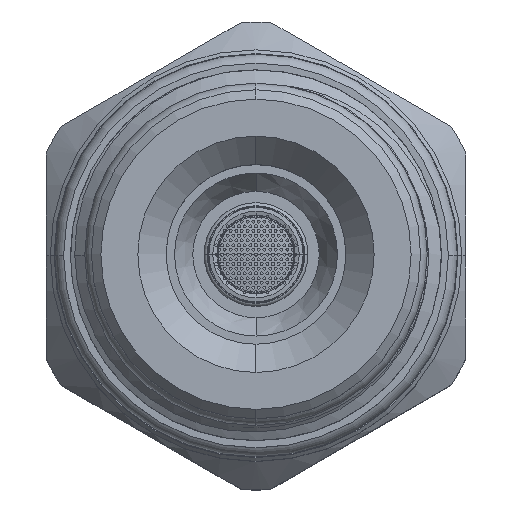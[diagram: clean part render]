
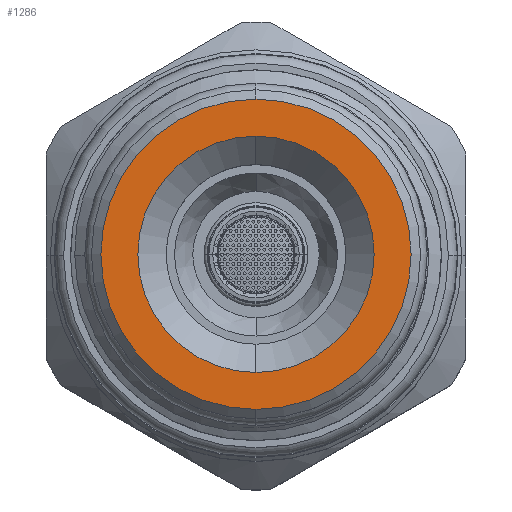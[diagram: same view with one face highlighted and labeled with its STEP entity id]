
A CAD part, top view. The second image highlights one B-rep face of the part: STEP entity #1286.
In plain terms, the highlighted planar face has unit normal (0, 0, 1).
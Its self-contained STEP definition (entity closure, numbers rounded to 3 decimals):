
#1286 = ADVANCED_FACE ( 'NONE', ( #59153, #59160 ), #58584, .F. ) ;
#9244 = CIRCLE ( 'NONE', #57326, 8.225 ) ;
#9296 = CIRCLE ( 'NONE', #57357, 6.265 ) ;
#9811 = CIRCLE ( 'NONE', #30441, 8.225 ) ;
#9819 = CIRCLE ( 'NONE', #30442, 6.265 ) ;
#10829 = EDGE_CURVE ( 'NONE', #40982, #41114, #9244, .T. ) ;
#10888 = EDGE_CURVE ( 'NONE', #40945, #41100, #9296, .T. ) ;
#11298 = EDGE_CURVE ( 'NONE', #41114, #40982, #9811, .T. ) ;
#11300 = EDGE_CURVE ( 'NONE', #41100, #40945, #9819, .T. ) ;
#14074 = CARTESIAN_POINT ( 'NONE',  ( 0., 0., 45.202 ) ) ;
#14075 = DIRECTION ( 'NONE',  ( 0., 0., 1. ) ) ;
#14076 = DIRECTION ( 'NONE',  ( 0., -1., 0. ) ) ;
#14637 = CARTESIAN_POINT ( 'NONE',  ( 0., 0., 45.202 ) ) ;
#14638 = DIRECTION ( 'NONE',  ( 0., 0., 1. ) ) ;
#14639 = DIRECTION ( 'NONE',  ( 0., 1., 0. ) ) ;
#22215 = CARTESIAN_POINT ( 'NONE',  ( 0., 0., 45.202 ) ) ;
#22216 = DIRECTION ( 'NONE',  ( 0., 0., 1. ) ) ;
#22217 = DIRECTION ( 'NONE',  ( 0., -1., 0. ) ) ;
#22221 = CARTESIAN_POINT ( 'NONE',  ( 0., 0., 45.202 ) ) ;
#22222 = DIRECTION ( 'NONE',  ( 0., 0., 1. ) ) ;
#22223 = DIRECTION ( 'NONE',  ( 0., 1., 0. ) ) ;
#23360 = EDGE_LOOP ( 'NONE', ( #25410, #25145 ) ) ;
#24858 = EDGE_LOOP ( 'NONE', ( #24871, #25232 ) ) ;
#24871 = ORIENTED_EDGE ( 'NONE', *, *, #10829, .T. ) ;
#25145 = ORIENTED_EDGE ( 'NONE', *, *, #11300, .F. ) ;
#25232 = ORIENTED_EDGE ( 'NONE', *, *, #11298, .T. ) ;
#25410 = ORIENTED_EDGE ( 'NONE', *, *, #10888, .F. ) ;
#30441 = AXIS2_PLACEMENT_3D ( 'NONE', #22215, #22216, #22217 ) ;
#30442 = AXIS2_PLACEMENT_3D ( 'NONE', #22221, #22222, #22223 ) ;
#40945 = VERTEX_POINT ( 'NONE', #45098 ) ;
#40982 = VERTEX_POINT ( 'NONE', #45106 ) ;
#41100 = VERTEX_POINT ( 'NONE', #45148 ) ;
#41114 = VERTEX_POINT ( 'NONE', #45158 ) ;
#45098 = CARTESIAN_POINT ( 'NONE',  ( 0., 6.265, 45.202 ) ) ;
#45106 = CARTESIAN_POINT ( 'NONE',  ( 0., -8.225, 45.202 ) ) ;
#45148 = CARTESIAN_POINT ( 'NONE',  ( 0., -6.265, 45.202 ) ) ;
#45158 = CARTESIAN_POINT ( 'NONE',  ( 0., 8.225, 45.202 ) ) ;
#57040 = AXIS2_PLACEMENT_3D ( 'NONE', #58580, #58586, #58587 ) ;
#57326 = AXIS2_PLACEMENT_3D ( 'NONE', #14074, #14075, #14076 ) ;
#57357 = AXIS2_PLACEMENT_3D ( 'NONE', #14637, #14638, #14639 ) ;
#58580 = CARTESIAN_POINT ( 'NONE',  ( 0., 0., 45.202 ) ) ;
#58584 = PLANE ( 'NONE',  #57040 ) ;
#58586 = DIRECTION ( 'NONE',  ( 0., 0., -1. ) ) ;
#58587 = DIRECTION ( 'NONE',  ( 0., -1., 0. ) ) ;
#59153 = FACE_OUTER_BOUND ( 'NONE', #24858, .T. ) ;
#59160 = FACE_BOUND ( 'NONE', #23360, .T. ) ;
